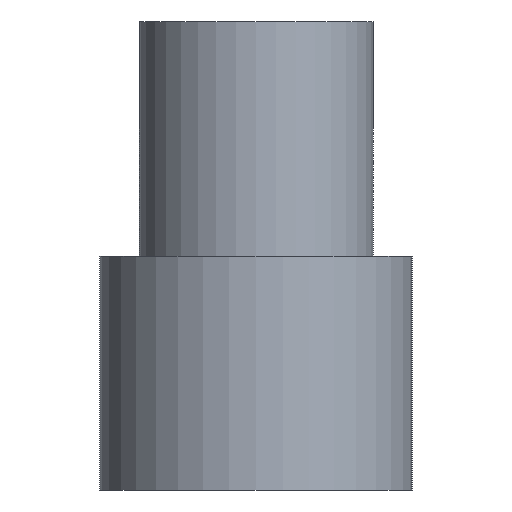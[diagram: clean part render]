
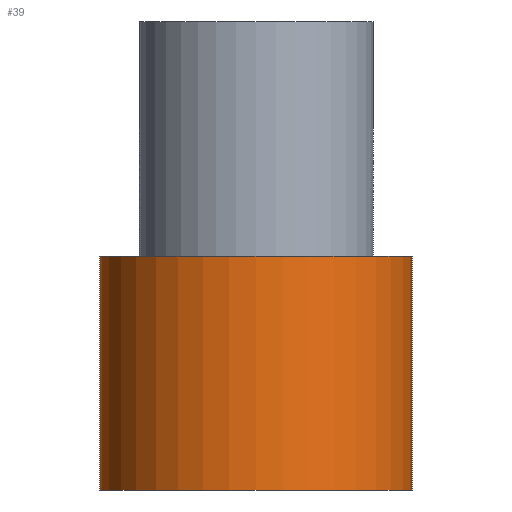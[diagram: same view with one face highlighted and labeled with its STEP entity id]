
A CAD part, left-side view. The second image highlights one B-rep face of the part: STEP entity #39.
In plain terms, the highlighted cylindrical face has radius 10 mm (diameter 20 mm), a partial arc.
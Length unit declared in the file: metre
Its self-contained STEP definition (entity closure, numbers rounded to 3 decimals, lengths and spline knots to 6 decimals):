
#39 = ADVANCED_FACE( '', ( #80 ), #81, .T. );
#80 = FACE_OUTER_BOUND( '', #119, .T. );
#81 = CYLINDRICAL_SURFACE( '', #120, 0.01 );
#119 = EDGE_LOOP( '', ( #164, #165, #166, #167 ) );
#120 = AXIS2_PLACEMENT_3D( '', #168, #169, #170 );
#164 = ORIENTED_EDGE( '', *, *, #221, .T. );
#165 = ORIENTED_EDGE( '', *, *, #211, .F. );
#166 = ORIENTED_EDGE( '', *, *, #218, .F. );
#167 = ORIENTED_EDGE( '', *, *, #222, .T. );
#168 = CARTESIAN_POINT( '', ( -0.14085, 0., 0.015 ) );
#169 = DIRECTION( '', ( 0., 0., 1. ) );
#170 = DIRECTION( '', ( -1., 0., 0. ) );
#211 = EDGE_CURVE( '', #238, #233, #240, .T. );
#218 = EDGE_CURVE( '', #249, #238, #252, .T. );
#221 = EDGE_CURVE( '', #255, #233, #256, .T. );
#222 = EDGE_CURVE( '', #249, #255, #257, .T. );
#233 = VERTEX_POINT( '', #270 );
#238 = VERTEX_POINT( '', #277 );
#240 = LINE( '', #280, #281 );
#249 = VERTEX_POINT( '', #290 );
#252 = CIRCLE( '', #294, 0.01 );
#255 = VERTEX_POINT( '', #297 );
#256 = CIRCLE( '', #298, 0.01 );
#257 = LINE( '', #299, #300 );
#270 = CARTESIAN_POINT( '', ( -0.14085, -0.01, 0. ) );
#277 = CARTESIAN_POINT( '', ( -0.14085, -0.01, 0.015 ) );
#280 = CARTESIAN_POINT( '', ( -0.14085, -0.01, 0.015 ) );
#281 = VECTOR( '', #317, 1. );
#290 = CARTESIAN_POINT( '', ( -0.14085, 0.01, 0.015 ) );
#294 = AXIS2_PLACEMENT_3D( '', #328, #329, #330 );
#297 = CARTESIAN_POINT( '', ( -0.14085, 0.01, 0. ) );
#298 = AXIS2_PLACEMENT_3D( '', #334, #335, #336 );
#299 = CARTESIAN_POINT( '', ( -0.14085, 0.01, 0.015 ) );
#300 = VECTOR( '', #337, 1. );
#317 = DIRECTION( '', ( 0., 0., -1. ) );
#328 = CARTESIAN_POINT( '', ( -0.14085, 0., 0.015 ) );
#329 = DIRECTION( '', ( 0., 0., 1. ) );
#330 = DIRECTION( '', ( 1., 0., 0. ) );
#334 = CARTESIAN_POINT( '', ( -0.14085, 0., 0. ) );
#335 = DIRECTION( '', ( 0., 0., 1. ) );
#336 = DIRECTION( '', ( 1., 0., 0. ) );
#337 = DIRECTION( '', ( 0., 0., -1. ) );
